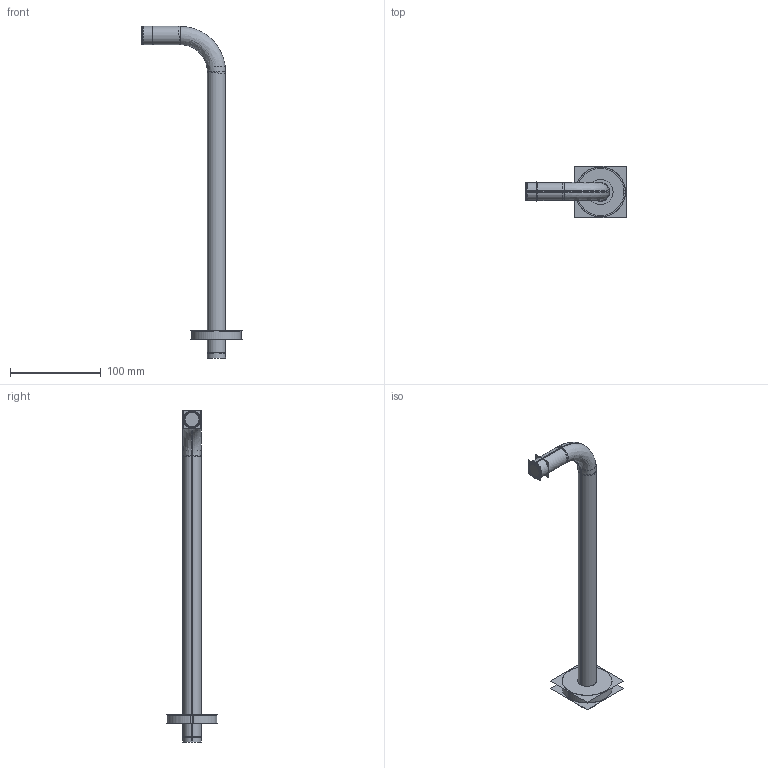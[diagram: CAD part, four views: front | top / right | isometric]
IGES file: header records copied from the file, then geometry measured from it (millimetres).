
Start section:  PTC IGES file: PRO684M.igs
Global section: file name: PRO684M.igs; native system: Pro/ENGINEER by Parametric Technology Corporation; preprocessor: 2009360; author: user321; organization: Unknown; date: 20191126.180535; units: millimetre
Bounding box: 111.05 x 57.22 x 365.63 mm (x, y, z)
Volume: 42697.5 mm3; surface area: 248303.7 mm2
Topology: 3 solids, 5 shells, 116 faces, 564 edges, 730 vertices
Faces by surface type: revolution 92, bspline 24
